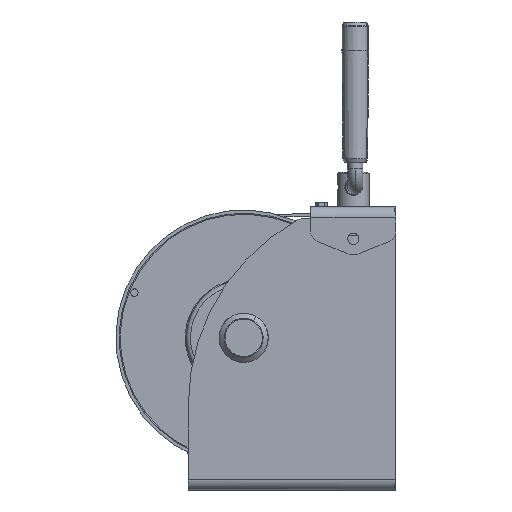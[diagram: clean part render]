
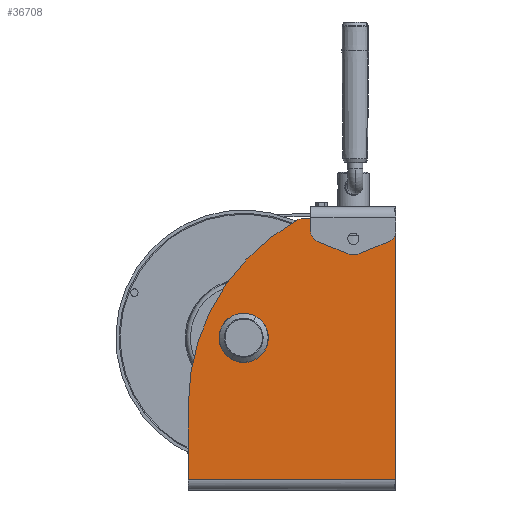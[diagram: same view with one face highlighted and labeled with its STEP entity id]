
A CAD part, left-side view. The second image highlights one B-rep face of the part: STEP entity #36708.
In plain terms, the highlighted planar face has unit normal (-1, 0, 0).
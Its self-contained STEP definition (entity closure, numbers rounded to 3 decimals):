
#143 = CARTESIAN_POINT ( 'NONE',  ( -5., 0., 10. ) ) ;
#367 = CARTESIAN_POINT ( 'NONE',  ( -5., 195., 80. ) ) ;
#450 = DIRECTION ( 'NONE',  ( 0., 1., 0. ) ) ;
#913 = LINE ( 'NONE', #31908, #49116 ) ;
#1456 = FACE_BOUND ( 'NONE', #19797, .T. ) ;
#1727 = CIRCLE ( 'NONE', #44877, 3. ) ;
#1992 = VERTEX_POINT ( 'NONE', #7548 ) ;
#2014 = CARTESIAN_POINT ( 'NONE',  ( -5., 0., 5. ) ) ;
#2212 = DIRECTION ( 'NONE',  ( 1., 0., 0. ) ) ;
#2334 = VERTEX_POINT ( 'NONE', #29666 ) ;
#3763 = CARTESIAN_POINT ( 'NONE',  ( -5., 3., 11.289 ) ) ;
#4219 = ORIENTED_EDGE ( 'NONE', *, *, #10449, .T. ) ;
#4552 = ORIENTED_EDGE ( 'NONE', *, *, #15980, .T. ) ;
#5436 = EDGE_CURVE ( 'NONE', #13227, #32012, #23872, .T. ) ;
#5500 = CARTESIAN_POINT ( 'NONE',  ( -5., 143., 143. ) ) ;
#5572 = CIRCLE ( 'NONE', #27926, 5.25 ) ;
#5812 = DIRECTION ( 'NONE',  ( 1., 0., 0. ) ) ;
#5878 = EDGE_CURVE ( 'NONE', #16432, #19918, #1727, .T. ) ;
#7548 = CARTESIAN_POINT ( 'NONE',  ( -5., 150.233, 132.5 ) ) ;
#7559 = DIRECTION ( 'NONE',  ( 0., 0., -1. ) ) ;
#7866 = EDGE_CURVE ( 'NONE', #19918, #37995, #11739, .T. ) ;
#8315 = AXIS2_PLACEMENT_3D ( 'NONE', #42061, #41734, #41573 ) ;
#9024 = DIRECTION ( 'NONE',  ( 0., 0., 1. ) ) ;
#9352 = DIRECTION ( 'NONE',  ( 0., 0., -1. ) ) ;
#10053 = DIRECTION ( 'NONE',  ( 0., 0., -1. ) ) ;
#10240 = CARTESIAN_POINT ( 'NONE',  ( -5., 40., 241.25 ) ) ;
#10367 = EDGE_CURVE ( 'NONE', #37995, #15911, #38991, .T. ) ;
#10449 = EDGE_CURVE ( 'NONE', #15911, #36479, #36630, .T. ) ;
#11739 = LINE ( 'NONE', #41157, #20706 ) ;
#11756 = ORIENTED_EDGE ( 'NONE', *, *, #5878, .T. ) ;
#12069 = EDGE_CURVE ( 'NONE', #14842, #16432, #913, .T. ) ;
#12564 = DIRECTION ( 'NONE',  ( -1., 0., 0. ) ) ;
#13181 = EDGE_CURVE ( 'NONE', #34237, #47650, #5572, .T. ) ;
#13227 = VERTEX_POINT ( 'NONE', #40357 ) ;
#13681 = VECTOR ( 'NONE', #450, 1000. ) ;
#13783 = CARTESIAN_POINT ( 'NONE',  ( -5., 87.466, 245. ) ) ;
#14288 = LINE ( 'NONE', #20533, #24457 ) ;
#14328 = ORIENTED_EDGE ( 'NONE', *, *, #12069, .T. ) ;
#14650 = ORIENTED_EDGE ( 'NONE', *, *, #15283, .T. ) ;
#14842 = VERTEX_POINT ( 'NONE', #46542 ) ;
#15005 = LINE ( 'NONE', #45865, #45349 ) ;
#15283 = EDGE_CURVE ( 'NONE', #19628, #1992, #15005, .T. ) ;
#15911 = VERTEX_POINT ( 'NONE', #27545 ) ;
#15980 = EDGE_CURVE ( 'NONE', #1992, #19628, #16124, .T. ) ;
#16124 = CIRCLE ( 'NONE', #37510, 12.75 ) ;
#16432 = VERTEX_POINT ( 'NONE', #44916 ) ;
#17194 = ORIENTED_EDGE ( 'NONE', *, *, #40346, .T. ) ;
#17325 = CIRCLE ( 'NONE', #37034, 5.25 ) ;
#17965 = EDGE_CURVE ( 'NONE', #36479, #32012, #14288, .T. ) ;
#18060 = CARTESIAN_POINT ( 'NONE',  ( -5., 135.767, 132.5 ) ) ;
#18339 = EDGE_CURVE ( 'NONE', #13227, #2334, #23836, .T. ) ;
#18589 = CARTESIAN_POINT ( 'NONE',  ( -5., 87.466, 255. ) ) ;
#19095 = EDGE_CURVE ( 'NONE', #2334, #14842, #20192, .T. ) ;
#19143 = DIRECTION ( 'NONE',  ( 1., 0., 0. ) ) ;
#19288 = DIRECTION ( 'NONE',  ( 0., 1., 0. ) ) ;
#19628 = VERTEX_POINT ( 'NONE', #18060 ) ;
#19706 = CARTESIAN_POINT ( 'NONE',  ( -5., 3., 255. ) ) ;
#19772 = CARTESIAN_POINT ( 'NONE',  ( -5., 40., 230.75 ) ) ;
#19797 = EDGE_LOOP ( 'NONE', ( #22576, #17194 ) ) ;
#19918 = VERTEX_POINT ( 'NONE', #19706 ) ;
#20192 = CIRCLE ( 'NONE', #40738, 3. ) ;
#20533 = CARTESIAN_POINT ( 'NONE',  ( -5., 195., 5. ) ) ;
#20574 = FACE_OUTER_BOUND ( 'NONE', #44162, .T. ) ;
#20706 = VECTOR ( 'NONE', #35924, 1000. ) ;
#21749 = DIRECTION ( 'NONE',  ( 1., 0., 0. ) ) ;
#22576 = ORIENTED_EDGE ( 'NONE', *, *, #13181, .T. ) ;
#23836 = CIRCLE ( 'NONE', #33432, 20. ) ;
#23872 = LINE ( 'NONE', #143, #13681 ) ;
#24457 = VECTOR ( 'NONE', #43261, 1000. ) ;
#24469 = CARTESIAN_POINT ( 'NONE',  ( -5., 3., 252. ) ) ;
#24561 = DIRECTION ( 'NONE',  ( -1., 0., 0. ) ) ;
#24617 = DIRECTION ( 'NONE',  ( 0., 0., -1. ) ) ;
#25058 = CARTESIAN_POINT ( 'NONE',  ( -5., 40., 236. ) ) ;
#27545 = CARTESIAN_POINT ( 'NONE',  ( -5., 92.287, 253.761 ) ) ;
#27926 = AXIS2_PLACEMENT_3D ( 'NONE', #25058, #2212, #28913 ) ;
#28913 = DIRECTION ( 'NONE',  ( 0., 0., -1. ) ) ;
#29666 = CARTESIAN_POINT ( 'NONE',  ( -5., 0.13, 10.414 ) ) ;
#30044 = CARTESIAN_POINT ( 'NONE',  ( -5., 195., 10. ) ) ;
#30463 = DIRECTION ( 'NONE',  ( -1., 0., 0. ) ) ;
#30879 = ORIENTED_EDGE ( 'NONE', *, *, #7866, .T. ) ;
#31694 = EDGE_LOOP ( 'NONE', ( #14650, #4552 ) ) ;
#31908 = CARTESIAN_POINT ( 'NONE',  ( -5., 0., 255. ) ) ;
#32012 = VERTEX_POINT ( 'NONE', #30044 ) ;
#32226 = DIRECTION ( 'NONE',  ( 1., 0., 0. ) ) ;
#32550 = DIRECTION ( 'NONE',  ( 0., 0., -1. ) ) ;
#33432 = AXIS2_PLACEMENT_3D ( 'NONE', #41927, #19143, #45724 ) ;
#34237 = VERTEX_POINT ( 'NONE', #19772 ) ;
#35924 = DIRECTION ( 'NONE',  ( 0., 1., 0. ) ) ;
#36479 = VERTEX_POINT ( 'NONE', #367 ) ;
#36630 = CIRCLE ( 'NONE', #8315, 198.333 ) ;
#36708 = ADVANCED_FACE ( 'NONE', ( #39606, #1456, #20574 ), #47550, .F. ) ;
#36925 = ORIENTED_EDGE ( 'NONE', *, *, #19095, .T. ) ;
#37034 = AXIS2_PLACEMENT_3D ( 'NONE', #44486, #21749, #48238 ) ;
#37510 = AXIS2_PLACEMENT_3D ( 'NONE', #5500, #32226, #9352 ) ;
#37995 = VERTEX_POINT ( 'NONE', #18589 ) ;
#38991 = CIRCLE ( 'NONE', #39932, 10. ) ;
#39424 = ORIENTED_EDGE ( 'NONE', *, *, #5436, .F. ) ;
#39606 = FACE_BOUND ( 'NONE', #31694, .T. ) ;
#39862 = ORIENTED_EDGE ( 'NONE', *, *, #18339, .T. ) ;
#39932 = AXIS2_PLACEMENT_3D ( 'NONE', #13783, #12564, #10053 ) ;
#40346 = EDGE_CURVE ( 'NONE', #47650, #34237, #17325, .T. ) ;
#40357 = CARTESIAN_POINT ( 'NONE',  ( -5., 0.252, 10. ) ) ;
#40738 = AXIS2_PLACEMENT_3D ( 'NONE', #3763, #30463, #7559 ) ;
#41157 = CARTESIAN_POINT ( 'NONE',  ( -5., 195., 255. ) ) ;
#41573 = DIRECTION ( 'NONE',  ( 0., 0., -1. ) ) ;
#41734 = DIRECTION ( 'NONE',  ( -1., 0., 0. ) ) ;
#41927 = CARTESIAN_POINT ( 'NONE',  ( -5., -19., 4.581 ) ) ;
#42061 = CARTESIAN_POINT ( 'NONE',  ( -5., -3.333, 80. ) ) ;
#43261 = DIRECTION ( 'NONE',  ( 0., 0., -1. ) ) ;
#44162 = EDGE_LOOP ( 'NONE', ( #39862, #36925, #14328, #11756, #30879, #49236, #4219, #48223, #39424 ) ) ;
#44486 = CARTESIAN_POINT ( 'NONE',  ( -5., 40., 236. ) ) ;
#44877 = AXIS2_PLACEMENT_3D ( 'NONE', #24469, #24561, #24617 ) ;
#44916 = CARTESIAN_POINT ( 'NONE',  ( -5., 0., 252. ) ) ;
#45349 = VECTOR ( 'NONE', #19288, 1000. ) ;
#45724 = DIRECTION ( 'NONE',  ( 0., 0., -1. ) ) ;
#45865 = CARTESIAN_POINT ( 'NONE',  ( -5., 0., 132.5 ) ) ;
#46542 = CARTESIAN_POINT ( 'NONE',  ( -5., 0., 11.289 ) ) ;
#47550 = PLANE ( 'NONE',  #48278 ) ;
#47650 = VERTEX_POINT ( 'NONE', #10240 ) ;
#48223 = ORIENTED_EDGE ( 'NONE', *, *, #17965, .T. ) ;
#48238 = DIRECTION ( 'NONE',  ( 0., 0., -1. ) ) ;
#48278 = AXIS2_PLACEMENT_3D ( 'NONE', #2014, #5812, #32550 ) ;
#49116 = VECTOR ( 'NONE', #9024, 1000. ) ;
#49236 = ORIENTED_EDGE ( 'NONE', *, *, #10367, .T. ) ;
